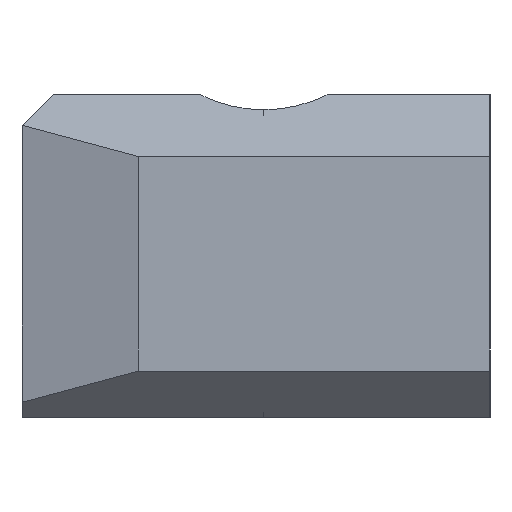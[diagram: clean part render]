
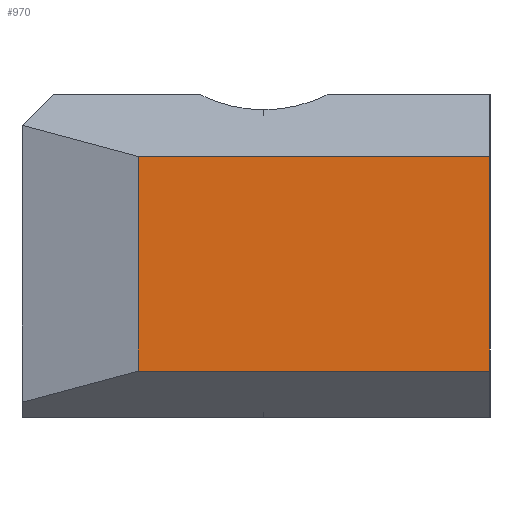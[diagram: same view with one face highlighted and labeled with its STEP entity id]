
A CAD part, left-side view. The second image highlights one B-rep face of the part: STEP entity #970.
In plain terms, the highlighted planar face has unit normal (-1, 0, 0).
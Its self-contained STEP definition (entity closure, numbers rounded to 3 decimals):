
#934=AXIS2_PLACEMENT_3D('Plane Axis2P3D',#931,#932,#933) ;
#931=CARTESIAN_POINT('Axis2P3D Location',(-47.,0.,-57.625)) ;
#936=CARTESIAN_POINT('Line Origine',(-47.,36.268,-71.375)) ;
#940=CARTESIAN_POINT('Vertex',(-47.,47.536,-71.375)) ;
#942=CARTESIAN_POINT('Vertex',(-47.,25.,-71.375)) ;
#945=CARTESIAN_POINT('Line Origine',(-47.,25.,-64.5)) ;
#949=CARTESIAN_POINT('Vertex',(-47.,25.,-57.625)) ;
#952=CARTESIAN_POINT('Line Origine',(-47.,36.268,-57.625)) ;
#956=CARTESIAN_POINT('Vertex',(-47.,47.536,-57.625)) ;
#959=CARTESIAN_POINT('Line Origine',(-47.,47.536,-64.5)) ;
#932=DIRECTION('Axis2P3D Direction',(-1.,-0.,-0.)) ;
#933=DIRECTION('Axis2P3D XDirection',(0.,0.,-1.)) ;
#937=DIRECTION('Vector Direction',(0.,-1.,0.)) ;
#946=DIRECTION('Vector Direction',(0.,0.,-1.)) ;
#953=DIRECTION('Vector Direction',(0.,-1.,0.)) ;
#960=DIRECTION('Vector Direction',(0.,0.,1.)) ;
#938=VECTOR('Line Direction',#937,1.) ;
#947=VECTOR('Line Direction',#946,1.) ;
#954=VECTOR('Line Direction',#953,1.) ;
#961=VECTOR('Line Direction',#960,1.) ;
#965=ORIENTED_EDGE('',*,*,#944,.T.) ;
#966=ORIENTED_EDGE('',*,*,#951,.T.) ;
#967=ORIENTED_EDGE('',*,*,#958,.F.) ;
#968=ORIENTED_EDGE('',*,*,#963,.F.) ;
#970=ADVANCED_FACE('Terminali anteriori per cavi FCCuAl 185mmq inferiori',(#969),#935,.T.) ;
#944=EDGE_CURVE('',#941,#943,#939,.T.) ;
#951=EDGE_CURVE('',#943,#950,#948,.F.) ;
#958=EDGE_CURVE('',#957,#950,#955,.T.) ;
#963=EDGE_CURVE('',#941,#957,#962,.T.) ;
#964=EDGE_LOOP('',(#965,#966,#967,#968)) ;
#969=FACE_OUTER_BOUND('',#964,.T.) ;
#939=LINE('Line',#936,#938) ;
#948=LINE('Line',#945,#947) ;
#955=LINE('Line',#952,#954) ;
#962=LINE('Line',#959,#961) ;
#935=PLANE('',#934) ;
#941=VERTEX_POINT('',#940) ;
#943=VERTEX_POINT('',#942) ;
#950=VERTEX_POINT('',#949) ;
#957=VERTEX_POINT('',#956) ;
